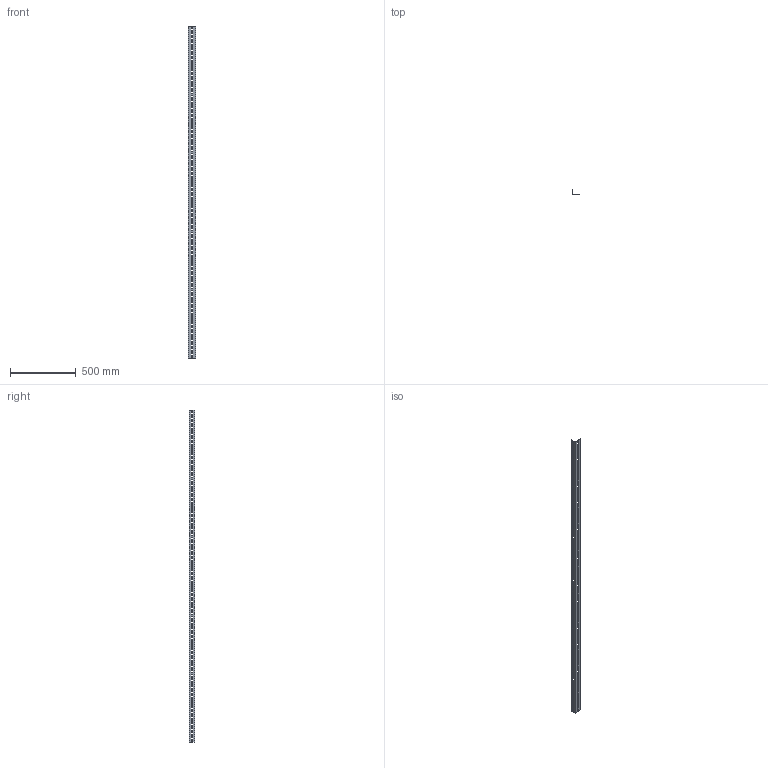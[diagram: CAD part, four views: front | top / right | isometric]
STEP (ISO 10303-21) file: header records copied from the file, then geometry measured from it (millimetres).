
FILE_DESCRIPTION(/* description */ (''),/* implementation_level */ '2;1');
FILE_NAME(/* name */ 'L40-60-2.0-2500.ipt.stp',/* time_stamp */ '2023-05-18T11:40:00+03:00',/* author */ ('Man88'),/* organization */ (''),/* preprocessor_version */ 'ST-DEVELOPER v19.2',/* originating_system */ 'Autodesk Inventor 2023',/* authorisation */ '');
FILE_SCHEMA (('AUTOMOTIVE_DESIGN { 1 0 10303 214 3 1 1 }'));
Length unit declared in the file: millimetre
Products named in the file (1): Уголок 40-60-2.0-2500
Bounding box: 60 x 40 x 2520 mm (x, y, z)
Volume: 418688 mm3; surface area: 448164.8 mm2
Topology: 1 solids, 1 shells, 516 faces, 1542 edges, 1028 vertices
Faces by surface type: plane 264, cylinder 252
Entity records: 18553 total; most frequent: CARTESIAN_POINT 3087, ORIENTED_EDGE 3084, DIRECTION 3080, EDGE_CURVE 1542, LINE 1038, VECTOR 1038, VERTEX_POINT 1028, AXIS2_PLACEMENT_3D 1021
